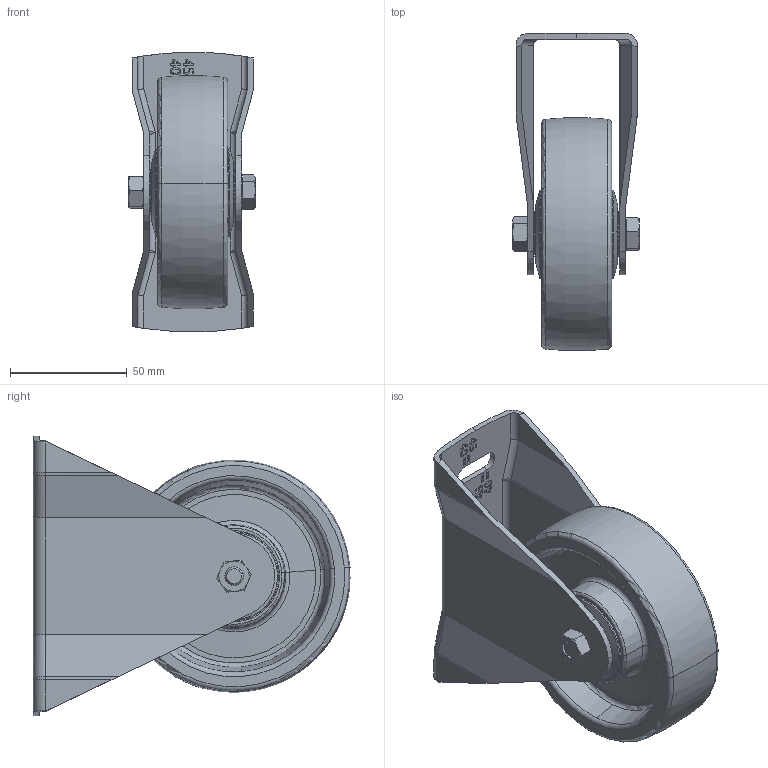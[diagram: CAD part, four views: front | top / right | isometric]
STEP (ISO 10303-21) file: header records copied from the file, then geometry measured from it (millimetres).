
FILE_DESCRIPTION (( 'STEP AP214' ), '1' );
FILE_NAME ('Accessories for aluminium profiles098F100A4045N.step', '2016-10-20T08:00:47', ( '' ), ( '' ), 'SwSTEP 2.0', 'SolidWorks 2016', '' );
FILE_SCHEMA (( 'AUTOMOTIVE_DESIGN' ));
Length unit declared in the file: millimetre
Products named in the file (5): POA_100_8K_105437-214_selction no pls; 098F4045R u.Tab_098F1004045; 4DIN934M08M; 4DIN931M08048MS01; Accessories for aluminium profiles098F100A4045N
Assembly tree (4 placements, depth 2):
  Accessories for aluminium profiles098F100A4045N
    4DIN931M08048MS01
    4DIN934M08M
    098F4045R u.Tab_098F1004045
    POA_100_8K_105437-214_selction no pls
Bounding box: 54.2 x 135.92 x 119.82 mm (x, y, z)
Volume: 194975 mm3; surface area: 76494.8 mm2
Topology: 4 solids, 4 shells, 739 faces, 1968 edges, 1281 vertices
Faces by surface type: plane 335, bspline 199, cone 88, cylinder 83, torus 30, sphere 4
Entity records: 43062 total; most frequent: CARTESIAN_POINT 21339, ORIENTED_EDGE 3920, DIRECTION 2644, EDGE_CURVE 1960, VERTEX_POINT 1281, VECTOR 932, LINE 932, AXIS2_PLACEMENT_3D 856
